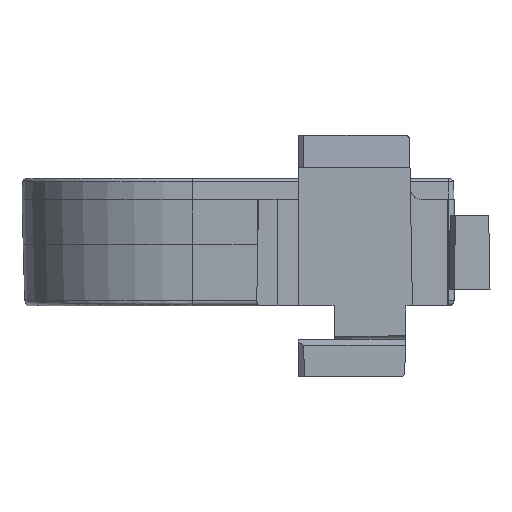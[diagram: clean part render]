
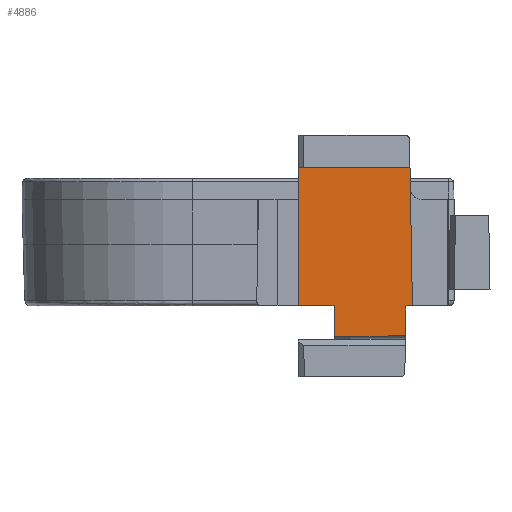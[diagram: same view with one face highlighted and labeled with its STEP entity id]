
A CAD part, left-side view. The second image highlights one B-rep face of the part: STEP entity #4886.
In plain terms, the highlighted planar face has unit normal (-1, 0, 0).
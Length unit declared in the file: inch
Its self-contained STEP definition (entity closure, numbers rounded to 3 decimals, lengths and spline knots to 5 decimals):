
#138 = VECTOR ( 'NONE', #7931, 39.37008 ) ;
#239 = FACE_OUTER_BOUND ( 'NONE', #9909, .T. ) ;
#249 = VERTEX_POINT ( 'NONE', #1974 ) ;
#508 = LINE ( 'NONE', #1731, #7276 ) ;
#734 = LINE ( 'NONE', #10733, #6603 ) ;
#983 = CARTESIAN_POINT ( 'NONE',  ( -0.58268, 0.24345, 0.86614 ) ) ;
#1229 = EDGE_CURVE ( 'NONE', #6431, #12702, #10345, .T. ) ;
#1731 = CARTESIAN_POINT ( 'NONE',  ( -0.58268, 0.88184, -0.22886 ) ) ;
#1753 = AXIS2_PLACEMENT_3D ( 'NONE', #983, #4306, #3302 ) ;
#1974 = CARTESIAN_POINT ( 'NONE',  ( -0.58268, 0.30706, 0. ) ) ;
#1996 = ORIENTED_EDGE ( 'NONE', *, *, #1229, .F. ) ;
#2059 = CARTESIAN_POINT ( 'NONE',  ( -0.58268, 0.35448, 0. ) ) ;
#2751 = DIRECTION ( 'NONE',  ( 0., 0.017, 1. ) ) ;
#2826 = ORIENTED_EDGE ( 'NONE', *, *, #3473, .F. ) ;
#2925 = LINE ( 'NONE', #12851, #10113 ) ;
#3200 = LINE ( 'NONE', #9728, #4607 ) ;
#3302 = DIRECTION ( 'NONE',  ( 0., 0., -1. ) ) ;
#3347 = ORIENTED_EDGE ( 'NONE', *, *, #8867, .F. ) ;
#3473 = EDGE_CURVE ( 'NONE', #12702, #10662, #3200, .T. ) ;
#3491 = PLANE ( 'NONE',  #13730 ) ;
#3560 = CARTESIAN_POINT ( 'NONE',  ( -0.58268, 1.14567, 0.39541 ) ) ;
#3750 = CARTESIAN_POINT ( 'NONE',  ( -0.58268, 0.88584, 0. ) ) ;
#3982 = LINE ( 'NONE', #9505, #7432 ) ;
#4073 = DIRECTION ( 'NONE',  ( 0., 1., -0.017 ) ) ;
#4232 = CARTESIAN_POINT ( 'NONE',  ( -0.58268, 0.32217, 0.86477 ) ) ;
#4306 = DIRECTION ( 'NONE',  ( 1., 0., 0. ) ) ;
#4482 = ORIENTED_EDGE ( 'NONE', *, *, #6244, .F. ) ;
#4607 = VECTOR ( 'NONE', #10743, 39.37008 ) ;
#4722 = EDGE_CURVE ( 'NONE', #14065, #6431, #10904, .T. ) ;
#4886 = ADVANCED_FACE ( 'NONE', ( #239 ), #3491, .F. ) ;
#5422 = ORIENTED_EDGE ( 'NONE', *, *, #4722, .F. ) ;
#5671 = CARTESIAN_POINT ( 'NONE',  ( -0.58268, 1.14567, 0. ) ) ;
#6244 = EDGE_CURVE ( 'NONE', #249, #9298, #3982, .T. ) ;
#6312 = ORIENTED_EDGE ( 'NONE', *, *, #12722, .F. ) ;
#6431 = VERTEX_POINT ( 'NONE', #13668 ) ;
#6448 = DIRECTION ( 'NONE',  ( 0., 0., -1. ) ) ;
#6516 = CARTESIAN_POINT ( 'NONE',  ( -0.58268, 0.35448, 0. ) ) ;
#6603 = VECTOR ( 'NONE', #7424, 39.37008 ) ;
#6814 = DIRECTION ( 'NONE',  ( 0., -1., 0. ) ) ;
#7076 = VECTOR ( 'NONE', #10717, 39.37008 ) ;
#7123 = EDGE_CURVE ( 'NONE', #12954, #10662, #10706, .T. ) ;
#7276 = VECTOR ( 'NONE', #2751, 39.37008 ) ;
#7424 = DIRECTION ( 'NONE',  ( 0., -0.017, -1. ) ) ;
#7432 = VECTOR ( 'NONE', #7479, 39.37008 ) ;
#7479 = DIRECTION ( 'NONE',  ( 0., 1., 0. ) ) ;
#7486 = ORIENTED_EDGE ( 'NONE', *, *, #7123, .T. ) ;
#7523 = DIRECTION ( 'NONE',  ( 1., 0., 0. ) ) ;
#7764 = VERTEX_POINT ( 'NONE', #12670 ) ;
#7861 = CARTESIAN_POINT ( 'NONE',  ( -0.58268, 0.66089, 0.3853 ) ) ;
#7931 = DIRECTION ( 'NONE',  ( 0., 0., 1. ) ) ;
#8359 = EDGE_CURVE ( 'NONE', #12954, #249, #734, .T. ) ;
#8701 = VECTOR ( 'NONE', #6814, 39.37008 ) ;
#8867 = EDGE_CURVE ( 'NONE', #14012, #14065, #12745, .T. ) ;
#9298 = VERTEX_POINT ( 'NONE', #6516 ) ;
#9505 = CARTESIAN_POINT ( 'NONE',  ( -0.58268, 1.92913, 0. ) ) ;
#9550 = VERTEX_POINT ( 'NONE', #10742 ) ;
#9728 = CARTESIAN_POINT ( 'NONE',  ( -0.58268, 0.32605, 1.08661 ) ) ;
#9800 = EDGE_CURVE ( 'NONE', #9298, #7764, #12715, .T. ) ;
#9909 = EDGE_LOOP ( 'NONE', ( #12015, #11410, #4482, #13517, #7486, #2826, #1996, #5422, #3347, #6312 ) ) ;
#10078 = VECTOR ( 'NONE', #13801, 39.37008 ) ;
#10113 = VECTOR ( 'NONE', #4073, 39.37008 ) ;
#10214 = CARTESIAN_POINT ( 'NONE',  ( -0.58268, 0.32213, 0.86314 ) ) ;
#10345 = LINE ( 'NONE', #11352, #8701 ) ;
#10662 = VERTEX_POINT ( 'NONE', #4232 ) ;
#10706 = CIRCLE ( 'NONE', #1753, 0.07874 ) ;
#10717 = DIRECTION ( 'NONE',  ( 0., 1., 0. ) ) ;
#10733 = CARTESIAN_POINT ( 'NONE',  ( -0.58268, 0.32213, 0.86314 ) ) ;
#10742 = CARTESIAN_POINT ( 'NONE',  ( -0.58268, 0.88184, -0.22886 ) ) ;
#10743 = DIRECTION ( 'NONE',  ( 0., -0.017, -1. ) ) ;
#10904 = LINE ( 'NONE', #3560, #138 ) ;
#10991 = EDGE_CURVE ( 'NONE', #7764, #9550, #2925, .T. ) ;
#11352 = CARTESIAN_POINT ( 'NONE',  ( -0.58268, 0.66089, 1.08661 ) ) ;
#11410 = ORIENTED_EDGE ( 'NONE', *, *, #9800, .F. ) ;
#12015 = ORIENTED_EDGE ( 'NONE', *, *, #10991, .F. ) ;
#12670 = CARTESIAN_POINT ( 'NONE',  ( -0.58268, 0.35832, -0.21972 ) ) ;
#12702 = VERTEX_POINT ( 'NONE', #12886 ) ;
#12715 = LINE ( 'NONE', #2059, #10078 ) ;
#12722 = EDGE_CURVE ( 'NONE', #9550, #14012, #508, .T. ) ;
#12745 = LINE ( 'NONE', #13021, #7076 ) ;
#12851 = CARTESIAN_POINT ( 'NONE',  ( -0.58268, 0.35832, -0.21972 ) ) ;
#12886 = CARTESIAN_POINT ( 'NONE',  ( -0.58268, 0.32605, 1.08661 ) ) ;
#12954 = VERTEX_POINT ( 'NONE', #10214 ) ;
#13021 = CARTESIAN_POINT ( 'NONE',  ( -0.58268, 1.92913, 0. ) ) ;
#13517 = ORIENTED_EDGE ( 'NONE', *, *, #8359, .F. ) ;
#13668 = CARTESIAN_POINT ( 'NONE',  ( -0.58268, 1.14567, 1.08661 ) ) ;
#13730 = AXIS2_PLACEMENT_3D ( 'NONE', #7861, #7523, #6448 ) ;
#13801 = DIRECTION ( 'NONE',  ( 0., 0.017, -1. ) ) ;
#14012 = VERTEX_POINT ( 'NONE', #3750 ) ;
#14065 = VERTEX_POINT ( 'NONE', #5671 ) ;
